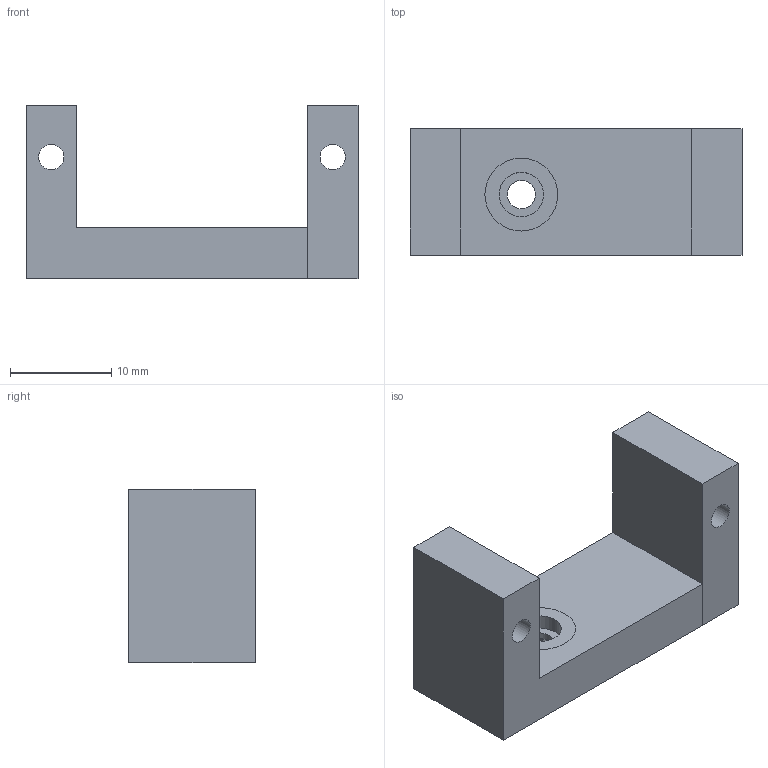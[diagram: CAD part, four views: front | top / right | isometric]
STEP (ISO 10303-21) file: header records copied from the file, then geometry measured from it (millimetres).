
FILE_DESCRIPTION(/* description */ (''),/* implementation_level */ '2;1');
FILE_NAME(/* name */ 'SERVO__2.step',/* time_stamp */ '2025-12-14T23:46:43+05:30',/* author */ (''),/* organization */ (''),/* preprocessor_version */ 'ST-DEVELOPER v20.1',/* originating_system */ 'Autodesk Translation Framework v14.21.0.0',/* authorisation */ '');
FILE_SCHEMA (('AUTOMOTIVE_DESIGN { 1 0 10303 214 3 1 1 }'));
Length unit declared in the file: millimetre
Products named in the file (6): 2025-12-10-15-38-19-284; Servo Micro MG90S; Body; Shaft; Horn; Screw
Assembly tree (5 placements, depth 3):
  2025-12-10-15-38-19-284
    Servo Micro MG90S
      Body
      Shaft
      Horn
      Screw
Bounding box: 32.8 x 12.5 x 17.1 mm (x, y, z)
Volume: 3496.9 mm3; surface area: 2625.4 mm2
Topology: 2 solids, 2 shells, 107 faces, 297 edges, 198 vertices
Faces by surface type: plane 100, cylinder 7
Full cylindrical faces by diameter (mm): 2.5 x2, 2.8 x2, 4.4 x2, 7.2 x1
Entity records: 3555 total; most frequent: CARTESIAN_POINT 613, ORIENTED_EDGE 594, DIRECTION 547, EDGE_CURVE 297, LINE 283, VECTOR 283, VERTEX_POINT 198, AXIS2_PLACEMENT_3D 132
